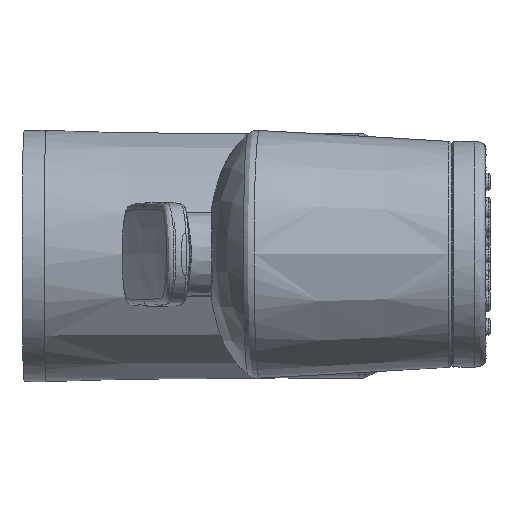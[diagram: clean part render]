
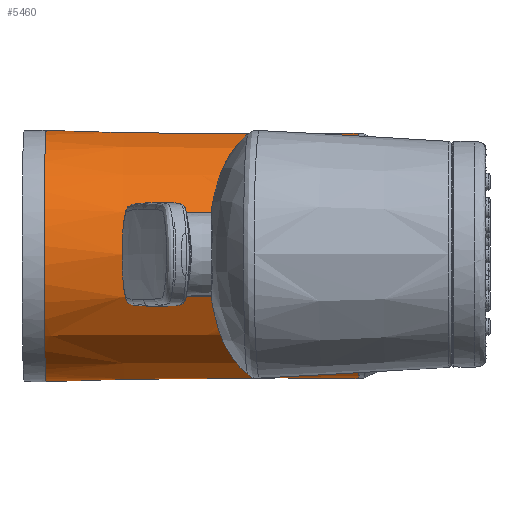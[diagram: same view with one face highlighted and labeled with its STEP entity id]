
A CAD part, top view. The second image highlights one B-rep face of the part: STEP entity #5460.
In plain terms, the highlighted conical face has half-angle 0.5 degrees and reference radius 20 mm.
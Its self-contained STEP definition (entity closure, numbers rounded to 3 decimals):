
#862=B_SPLINE_CURVE_WITH_KNOTS('',3,(#17715,#17716,#17717,#17718),
 .UNSPECIFIED.,.F.,.F.,(4,4),(0.,1.),.UNSPECIFIED.);
#865=B_SPLINE_CURVE_WITH_KNOTS('',3,(#17884,#17885,#17886,#17887,#17888,
#17889,#17890,#17891,#17892,#17893,#17894,#17895,#17896,#17897,#17898,#17899,
#17900,#17901,#17902,#17903,#17904,#17905,#17906,#17907),.UNSPECIFIED.,
 .F.,.F.,(4,1,1,1,1,1,1,1,1,1,1,1,1,1,1,1,1,1,1,1,1,4),(0.,0.063,0.125,
0.188,0.219,0.25,0.313,0.375,0.406,0.438,0.5,0.563,0.594,0.625,
0.688,0.75,0.781,0.813,0.875,0.906,0.938,1.),.UNSPECIFIED.);
#867=B_SPLINE_CURVE_WITH_KNOTS('',3,(#17925,#17926,#17927,#17928),
 .UNSPECIFIED.,.F.,.F.,(4,4),(0.,1.),.UNSPECIFIED.);
#883=B_SPLINE_CURVE_WITH_KNOTS('',3,(#18438,#18439,#18440,#18441,#18442,
#18443,#18444,#18445,#18446,#18447,#18448,#18449,#18450,#18451,#18452,#18453,
#18454,#18455,#18456,#18457,#18458,#18459,#18460,#18461,#18462,#18463,#18464,
#18465,#18466,#18467,#18468,#18469,#18470,#18471,#18472,#18473,#18474,#18475,
#18476,#18477,#18478),.UNSPECIFIED.,.F.,.F.,(4,1,1,1,1,1,1,1,1,1,1,1,1,
1,1,1,1,1,1,1,1,1,1,1,1,1,1,1,1,1,1,1,1,1,1,1,1,1,4),(0.,0.063,0.094,
0.125,0.156,0.172,0.18,0.188,0.195,0.203,0.219,0.234,
0.25,0.266,0.281,0.313,0.375,0.406,0.438,0.5,0.563,0.594,0.625,
0.688,0.719,0.734,0.75,0.766,0.781,0.797,0.805,0.813,
0.82,0.828,0.844,0.875,0.906,0.938,1.),.UNSPECIFIED.);
#1159=CONICAL_SURFACE('',#6686,20.,0.009);
#2330=ORIENTED_EDGE('',*,*,#3230,.F.);
#2331=ORIENTED_EDGE('',*,*,#3260,.T.);
#2332=ORIENTED_EDGE('',*,*,#3257,.T.);
#2333=ORIENTED_EDGE('',*,*,#3287,.T.);
#2334=ORIENTED_EDGE('',*,*,#3278,.T.);
#2335=ORIENTED_EDGE('',*,*,#3286,.T.);
#2336=ORIENTED_EDGE('',*,*,#3262,.T.);
#3230=EDGE_CURVE('',#4049,#4049,#4306,.F.);
#3257=EDGE_CURVE('',#4070,#4068,#862,.T.);
#3260=EDGE_CURVE('',#4071,#4070,#865,.T.);
#3262=EDGE_CURVE('',#4073,#4071,#867,.T.);
#3278=EDGE_CURVE('',#4080,#4078,#883,.T.);
#3286=EDGE_CURVE('',#4078,#4073,#4310,.F.);
#3287=EDGE_CURVE('',#4068,#4080,#4311,.F.);
#4049=VERTEX_POINT('',#17335);
#4068=VERTEX_POINT('',#17682);
#4070=VERTEX_POINT('',#17710);
#4071=VERTEX_POINT('',#17839);
#4073=VERTEX_POINT('',#17929);
#4078=VERTEX_POINT('',#18112);
#4080=VERTEX_POINT('',#18363);
#4306=CIRCLE('',#6671,19.969);
#4310=CIRCLE('',#6677,19.535);
#4311=CIRCLE('',#6679,19.535);
#4689=EDGE_LOOP('',(#2330));
#4690=EDGE_LOOP('',(#2331,#2332,#2333,#2334,#2335,#2336));
#5120=FACE_BOUND('',#4689,.T.);
#5121=FACE_BOUND('',#4690,.T.);
#5460=ADVANCED_FACE('',(#5120,#5121),#1159,.T.);
#6671=AXIS2_PLACEMENT_3D('',#17334,#7414,#7415);
#6677=AXIS2_PLACEMENT_3D('',#18534,#7426,#7427);
#6679=AXIS2_PLACEMENT_3D('',#18536,#7430,#7431);
#6686=AXIS2_PLACEMENT_3D('',#18543,#7444,#7445);
#7414=DIRECTION('',(1.,0.,0.017));
#7415=DIRECTION('',(0.017,0.,-1.));
#7426=DIRECTION('',(1.,0.,0.017));
#7427=DIRECTION('',(0.017,0.,-1.));
#7430=DIRECTION('',(1.,0.,0.017));
#7431=DIRECTION('',(0.017,0.,-1.));
#7444=DIRECTION('',(-1.,0.,-0.017));
#7445=DIRECTION('',(-0.017,0.,1.));
#17334=CARTESIAN_POINT('',(-43.172,0.,-26.404));
#17335=CARTESIAN_POINT('',(-42.824,0.,-46.37));
#17682=CARTESIAN_POINT('',(6.868,-9.23,-42.75));
#17710=CARTESIAN_POINT('',(5.046,-9.149,-42.843));
#17715=CARTESIAN_POINT('',(5.046,-9.149,-42.843));
#17716=CARTESIAN_POINT('',(5.85,-9.203,-42.792));
#17717=CARTESIAN_POINT('',(6.457,-9.23,-42.761));
#17718=CARTESIAN_POINT('',(6.868,-9.23,-42.75));
#17839=CARTESIAN_POINT('',(5.047,9.15,-42.844));
#17884=CARTESIAN_POINT('',(5.047,9.149,-42.843));
#17885=CARTESIAN_POINT('',(4.256,9.501,-42.678));
#17886=CARTESIAN_POINT('',(2.664,9.979,-42.444));
#17887=CARTESIAN_POINT('',(0.175,10.044,-42.473));
#17888=CARTESIAN_POINT('',(-1.808,9.597,-42.792));
#17889=CARTESIAN_POINT('',(-3.284,8.954,-43.176));
#17890=CARTESIAN_POINT('',(-4.738,8.071,-43.65));
#17891=CARTESIAN_POINT('',(-6.186,6.78,-44.235));
#17892=CARTESIAN_POINT('',(-7.327,5.12,-44.789));
#17893=CARTESIAN_POINT('',(-8.009,3.602,-45.137));
#17894=CARTESIAN_POINT('',(-8.489,2.054,-45.391));
#17895=CARTESIAN_POINT('',(-8.732,0.008,-45.53));
#17896=CARTESIAN_POINT('',(-8.491,-2.043,-45.393));
#17897=CARTESIAN_POINT('',(-8.012,-3.593,-45.139));
#17898=CARTESIAN_POINT('',(-7.331,-5.114,-44.791));
#17899=CARTESIAN_POINT('',(-6.188,-6.778,-44.236));
#17900=CARTESIAN_POINT('',(-4.737,-8.071,-43.65));
#17901=CARTESIAN_POINT('',(-3.279,-8.958,-43.174));
#17902=CARTESIAN_POINT('',(-1.802,-9.602,-42.789));
#17903=CARTESIAN_POINT('',(-0.248,-9.955,-42.538));
#17904=CARTESIAN_POINT('',(1.424,-10.015,-42.456));
#17905=CARTESIAN_POINT('',(3.05,-9.858,-42.504));
#17906=CARTESIAN_POINT('',(4.255,-9.501,-42.678));
#17907=CARTESIAN_POINT('',(5.046,-9.149,-42.843));
#17925=CARTESIAN_POINT('',(6.868,9.23,-42.75));
#17926=CARTESIAN_POINT('',(6.457,9.23,-42.761));
#17927=CARTESIAN_POINT('',(5.85,9.203,-42.792));
#17928=CARTESIAN_POINT('',(5.047,9.149,-42.843));
#17929=CARTESIAN_POINT('',(6.868,9.23,-42.75));
#18112=CARTESIAN_POINT('',(6.304,12.401,-10.443));
#18363=CARTESIAN_POINT('',(6.304,-12.401,-10.443));
#18438=CARTESIAN_POINT('',(6.304,-12.401,-10.443));
#18439=CARTESIAN_POINT('',(5.148,-12.998,-10.941));
#18440=CARTESIAN_POINT('',(3.397,-13.583,-11.51));
#18441=CARTESIAN_POINT('',(1.036,-13.846,-11.783));
#18442=CARTESIAN_POINT('',(-0.771,-13.788,-11.735));
#18443=CARTESIAN_POINT('',(-2.229,-13.537,-11.496));
#18444=CARTESIAN_POINT('',(-3.258,-13.244,-11.23));
#18445=CARTESIAN_POINT('',(-3.835,-13.046,-11.055));
#18446=CARTESIAN_POINT('',(-4.295,-12.868,-10.901));
#18447=CARTESIAN_POINT('',(-4.649,-12.717,-10.773));
#18448=CARTESIAN_POINT('',(-5.152,-12.485,-10.582));
#18449=CARTESIAN_POINT('',(-5.761,-12.168,-10.328));
#18450=CARTESIAN_POINT('',(-6.473,-11.738,-10.002));
#18451=CARTESIAN_POINT('',(-7.199,-11.229,-9.64));
#18452=CARTESIAN_POINT('',(-7.801,-10.75,-9.322));
#18453=CARTESIAN_POINT('',(-8.59,-10.048,-8.884));
#18454=CARTESIAN_POINT('',(-9.838,-8.718,-8.14));
#18455=CARTESIAN_POINT('',(-11.008,-6.916,-7.356));
#18456=CARTESIAN_POINT('',(-11.882,-4.872,-6.751));
#18457=CARTESIAN_POINT('',(-12.499,-2.78,-6.312));
#18458=CARTESIAN_POINT('',(-12.815,-0.042,-6.075));
#18459=CARTESIAN_POINT('',(-12.51,2.728,-6.304));
#18460=CARTESIAN_POINT('',(-11.897,4.832,-6.741));
#18461=CARTESIAN_POINT('',(-11.021,6.893,-7.347));
#18462=CARTESIAN_POINT('',(-9.855,8.696,-8.129));
#18463=CARTESIAN_POINT('',(-8.607,10.032,-8.874));
#18464=CARTESIAN_POINT('',(-7.818,10.736,-9.312));
#18465=CARTESIAN_POINT('',(-7.213,11.218,-9.633));
#18466=CARTESIAN_POINT('',(-6.496,11.723,-9.991));
#18467=CARTESIAN_POINT('',(-5.787,12.153,-10.317));
#18468=CARTESIAN_POINT('',(-5.182,12.47,-10.57));
#18469=CARTESIAN_POINT('',(-4.682,12.702,-10.761));
#18470=CARTESIAN_POINT('',(-4.33,12.854,-10.889));
#18471=CARTESIAN_POINT('',(-3.872,13.032,-11.043));
#18472=CARTESIAN_POINT('',(-3.293,13.233,-11.22));
#18473=CARTESIAN_POINT('',(-2.262,13.53,-11.489));
#18474=CARTESIAN_POINT('',(-0.804,13.785,-11.732));
#18475=CARTESIAN_POINT('',(1.013,13.847,-11.785));
#18476=CARTESIAN_POINT('',(3.384,13.587,-11.514));
#18477=CARTESIAN_POINT('',(5.143,13.001,-10.943));
#18478=CARTESIAN_POINT('',(6.304,12.401,-10.443));
#18534=CARTESIAN_POINT('',(6.567,0.,-25.535));
#18536=CARTESIAN_POINT('',(6.567,0.,-25.535));
#18543=CARTESIAN_POINT('',(-46.681,0.,-26.465));
